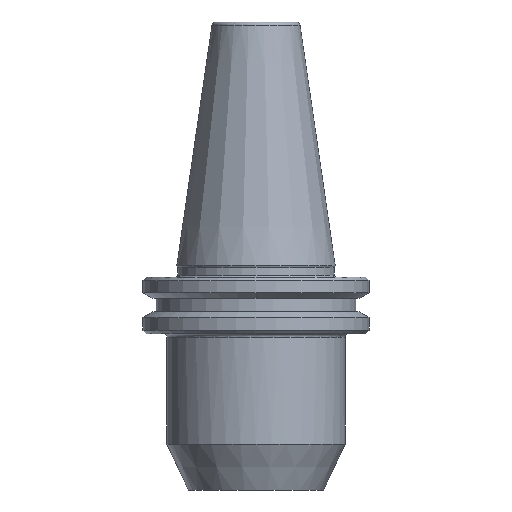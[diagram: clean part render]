
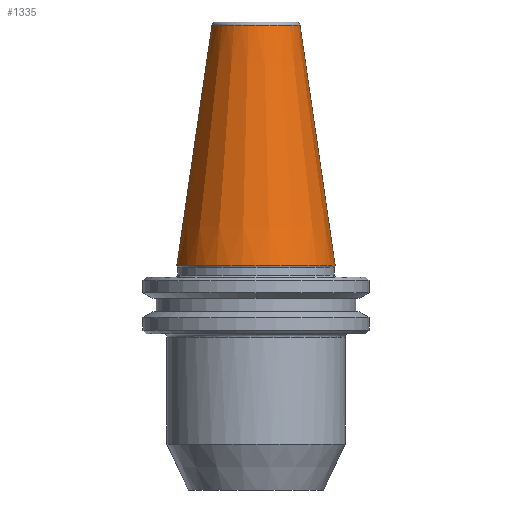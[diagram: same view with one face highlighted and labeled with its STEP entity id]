
A CAD part, front view. The second image highlights one B-rep face of the part: STEP entity #1335.
In plain terms, the highlighted conical face has half-angle 8.297 degrees and reference radius 22.225 mm.
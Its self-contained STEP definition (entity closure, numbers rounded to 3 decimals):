
#17 = FACE_OUTER_BOUND ( 'NONE', #1299, .T. ) ;
#35 = DIRECTION ( 'NONE',  ( 0.144, 0., -0.99 ) ) ;
#43 = CARTESIAN_POINT ( 'NONE',  ( 22.225, 0., 0. ) ) ;
#73 = CARTESIAN_POINT ( 'NONE',  ( 12.375, 0., 67.544 ) ) ;
#125 = VECTOR ( 'NONE', #35, 1000. ) ;
#141 = VERTEX_POINT ( 'NONE', #673 ) ;
#175 = ORIENTED_EDGE ( 'NONE', *, *, #1031, .T. ) ;
#306 = DIRECTION ( 'NONE',  ( -1., 0., 0. ) ) ;
#311 = DIRECTION ( 'NONE',  ( 0., 0., 1. ) ) ;
#317 = CARTESIAN_POINT ( 'NONE',  ( 0., 0., 0. ) ) ;
#318 = CARTESIAN_POINT ( 'NONE',  ( 0., 0., 67.544 ) ) ;
#380 = EDGE_CURVE ( 'NONE', #520, #141, #744, .T. ) ;
#442 = DIRECTION ( 'NONE',  ( -1., 0., 0. ) ) ;
#467 = CARTESIAN_POINT ( 'NONE',  ( 22.225, 0., 0. ) ) ;
#520 = VERTEX_POINT ( 'NONE', #764 ) ;
#586 = VERTEX_POINT ( 'NONE', #467 ) ;
#607 = AXIS2_PLACEMENT_3D ( 'NONE', #318, #1134, #442 ) ;
#673 = CARTESIAN_POINT ( 'NONE',  ( -22.225, 0., 0. ) ) ;
#736 = VERTEX_POINT ( 'NONE', #73 ) ;
#744 = LINE ( 'NONE', #984, #1052 ) ;
#764 = CARTESIAN_POINT ( 'NONE',  ( -12.375, 0., 67.544 ) ) ;
#795 = ORIENTED_EDGE ( 'NONE', *, *, #1386, .T. ) ;
#838 = CIRCLE ( 'NONE', #607, 12.375 ) ;
#885 = DIRECTION ( 'NONE',  ( 0., 0., -1. ) ) ;
#984 = CARTESIAN_POINT ( 'NONE',  ( -22.225, 0., 0. ) ) ;
#1031 = EDGE_CURVE ( 'NONE', #141, #586, #1334, .T. ) ;
#1052 = VECTOR ( 'NONE', #1530, 1000. ) ;
#1064 = CONICAL_SURFACE ( 'NONE', #1326, 22.225, 0.145 ) ;
#1069 = AXIS2_PLACEMENT_3D ( 'NONE', #317, #311, #306 ) ;
#1112 = EDGE_CURVE ( 'NONE', #736, #586, #1245, .T. ) ;
#1134 = DIRECTION ( 'NONE',  ( 0., 0., -1. ) ) ;
#1154 = ORIENTED_EDGE ( 'NONE', *, *, #380, .T. ) ;
#1209 = ORIENTED_EDGE ( 'NONE', *, *, #1112, .F. ) ;
#1245 = LINE ( 'NONE', #43, #125 ) ;
#1299 = EDGE_LOOP ( 'NONE', ( #1209, #795, #1154, #175 ) ) ;
#1326 = AXIS2_PLACEMENT_3D ( 'NONE', #1439, #885, #1332 ) ;
#1332 = DIRECTION ( 'NONE',  ( -1., 0., 0. ) ) ;
#1334 = CIRCLE ( 'NONE', #1069, 22.225 ) ;
#1335 = ADVANCED_FACE ( 'NONE', ( #17 ), #1064, .T. ) ;
#1386 = EDGE_CURVE ( 'NONE', #736, #520, #838, .T. ) ;
#1439 = CARTESIAN_POINT ( 'NONE',  ( 0., 0., 0. ) ) ;
#1530 = DIRECTION ( 'NONE',  ( -0.144, 0., -0.99 ) ) ;
